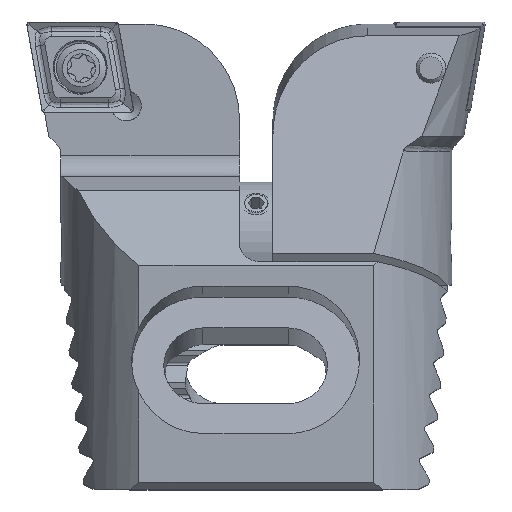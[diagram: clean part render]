
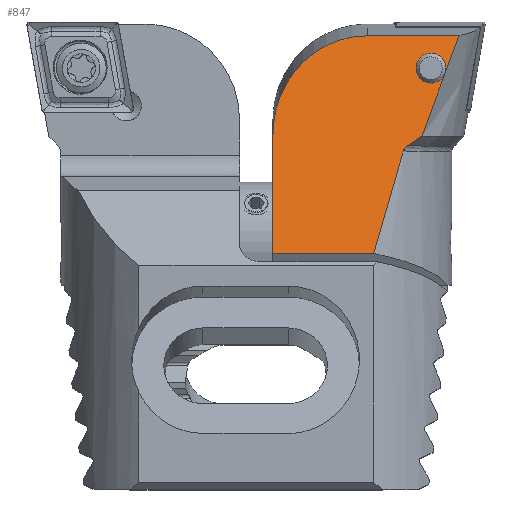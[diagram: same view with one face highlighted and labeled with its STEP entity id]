
A CAD part, top view. The second image highlights one B-rep face of the part: STEP entity #847.
In plain terms, the highlighted face is planar.
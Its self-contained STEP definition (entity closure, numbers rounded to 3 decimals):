
#32 = CARTESIAN_POINT ( 'NONE',  ( 29.9, -7.696, -15.333 ) ) ;
#70 = ORIENTED_EDGE ( 'NONE', *, *, #9081, .T. ) ;
#502 = CARTESIAN_POINT ( 'NONE',  ( 7.185, -11.851, -16.446 ) ) ;
#612 = VERTEX_POINT ( 'NONE', #4890 ) ;
#618 = CARTESIAN_POINT ( 'NONE',  ( 16.6, -1.957, -13.795 ) ) ;
#630 = CARTESIAN_POINT ( 'NONE',  ( 15.75, -32.579, -22. ) ) ;
#847 = ADVANCED_FACE ( 'NONE', ( #9347, #7547 ), #2796, .F. ) ;
#902 = CARTESIAN_POINT ( 'NONE',  ( 11.579, -18.164, -18.138 ) ) ;
#1017 = EDGE_CURVE ( 'NONE', #10813, #11259, #1418, .T. ) ;
#1189 = ORIENTED_EDGE ( 'NONE', *, *, #5629, .T. ) ;
#1216 = EDGE_LOOP ( 'NONE', ( #9743 ) ) ;
#1367 = ORIENTED_EDGE ( 'NONE', *, *, #9503, .T. ) ;
#1414 = CARTESIAN_POINT ( 'NONE',  ( 10.339, -17.008, -17.828 ) ) ;
#1418 =( BOUNDED_CURVE ( )  B_SPLINE_CURVE ( 3, ( #4015, #502, #4958, #3229 ),
 .UNSPECIFIED., .F., .T. ) 
 B_SPLINE_CURVE_WITH_KNOTS ( ( 4, 4 ),
 ( 3.586, 3.696 ),
 .UNSPECIFIED. ) 
 CURVE ( )  GEOMETRIC_REPRESENTATION_ITEM ( )  RATIONAL_B_SPLINE_CURVE ( ( 1., 0.999, 0.999, 1. ) ) 
 REPRESENTATION_ITEM ( '' )  );
#1427 = DIRECTION ( 'NONE',  ( -1., 0., 0. ) ) ;
#1731 = CARTESIAN_POINT ( 'NONE',  ( 11.894, -8.61, -15.578 ) ) ;
#1782 = CARTESIAN_POINT ( 'NONE',  ( 65., -1.957, -13.795 ) ) ;
#1958 = CARTESIAN_POINT ( 'NONE',  ( 7.694, -4.41, -14.452 ) ) ;
#2174 = CARTESIAN_POINT ( 'NONE',  ( 65., -32.579, -22. ) ) ;
#2630 = CARTESIAN_POINT ( 'NONE',  ( 11.894, -4.41, -14.452 ) ) ;
#2657 = CARTESIAN_POINT ( 'NONE',  ( 7.694, -4.41, -14.452 ) ) ;
#2796 = PLANE ( 'NONE',  #6614 ) ;
#3229 = CARTESIAN_POINT ( 'NONE',  ( 3.756, -1.957, -13.795 ) ) ;
#3345 = CARTESIAN_POINT ( 'NONE',  ( 11.03, -17.457, -17.948 ) ) ;
#3440 = DIRECTION ( 'NONE',  ( -1., 0., 0. ) ) ;
#3680 = VERTEX_POINT ( 'NONE', #4970 ) ;
#4015 = CARTESIAN_POINT ( 'NONE',  ( 8.976, -16.083, -17.58 ) ) ;
#4077 =( BOUNDED_CURVE ( )  B_SPLINE_CURVE ( 3, ( #7977, #6138, #32, #6443 ),
 .UNSPECIFIED., .F., .T. ) 
 B_SPLINE_CURVE_WITH_KNOTS ( ( 4, 4 ),
 ( 3.142, 4.712 ),
 .UNSPECIFIED. ) 
 CURVE ( )  GEOMETRIC_REPRESENTATION_ITEM ( )  RATIONAL_B_SPLINE_CURVE ( ( 1., 0.805, 0.805, 1. ) ) 
 REPRESENTATION_ITEM ( '' )  );
#4159 = B_SPLINE_CURVE_WITH_KNOTS ( 'NONE', 3,
 ( #9644, #6986, #8656, #5945, #9567, #8782 ),
 .UNSPECIFIED., .F., .F.,
 ( 4, 2, 4 ),
 ( 0., 0., 0.001 ),
 .UNSPECIFIED. ) ;
#4179 = CARTESIAN_POINT ( 'NONE',  ( 8.976, -16.083, -17.58 ) ) ;
#4554 = EDGE_LOOP ( 'NONE', ( #9006, #1189, #8328, #70, #6214, #8127, #1367, #7231 ) ) ;
#4666 = DIRECTION ( 'NONE',  ( 0., -0.966, -0.259 ) ) ;
#4790 = EDGE_CURVE ( 'NONE', #612, #9717, #4159, .T. ) ;
#4890 = CARTESIAN_POINT ( 'NONE',  ( 11.579, -18.164, -18.138 ) ) ;
#4951 = CARTESIAN_POINT ( 'NONE',  ( 9.655, -16.549, -17.705 ) ) ;
#4958 = CARTESIAN_POINT ( 'NONE',  ( 5.443, -7.138, -15.183 ) ) ;
#4970 = CARTESIAN_POINT ( 'NONE',  ( 15.75, -32.579, -22. ) ) ;
#5096 =( BOUNDED_CURVE ( )  B_SPLINE_CURVE ( 3, ( #630, #7217, #6230, #902 ),
 .UNSPECIFIED., .F., .F. ) 
 B_SPLINE_CURVE_WITH_KNOTS ( ( 4, 4 ),
 ( 3.785, 3.992 ),
 .UNSPECIFIED. ) 
 CURVE ( )  GEOMETRIC_REPRESENTATION_ITEM ( )  RATIONAL_B_SPLINE_CURVE ( ( 1., 0.996, 0.996, 1. ) ) 
 REPRESENTATION_ITEM ( '' )  );
#5126 = EDGE_CURVE ( 'NONE', #9859, #6889, #9724, .T. ) ;
#5150 = VECTOR ( 'NONE', #1427, 1000. ) ;
#5216 = EDGE_CURVE ( 'NONE', #6123, #11259, #10826, .T. ) ;
#5395 = CARTESIAN_POINT ( 'NONE',  ( 65., -1.957, -13.795 ) ) ;
#5629 = EDGE_CURVE ( 'NONE', #6123, #6889, #4077, .T. ) ;
#5945 = CARTESIAN_POINT ( 'NONE',  ( 11.277, -17.643, -17.998 ) ) ;
#5975 = CARTESIAN_POINT ( 'NONE',  ( 29.9, -32.579, -22. ) ) ;
#6123 = VERTEX_POINT ( 'NONE', #618 ) ;
#6138 = CARTESIAN_POINT ( 'NONE',  ( 24.391, -1.957, -13.795 ) ) ;
#6157 = CARTESIAN_POINT ( 'NONE',  ( 3.494, -8.61, -15.578 ) ) ;
#6214 = ORIENTED_EDGE ( 'NONE', *, *, #8022, .T. ) ;
#6230 = CARTESIAN_POINT ( 'NONE',  ( 12.834, -23.499, -19.567 ) ) ;
#6443 = CARTESIAN_POINT ( 'NONE',  ( 29.9, -15.813, -17.508 ) ) ;
#6579 = VERTEX_POINT ( 'NONE', #8713 ) ;
#6614 = AXIS2_PLACEMENT_3D ( 'NONE', #5395, #9968, #4666 ) ;
#6748 = CARTESIAN_POINT ( 'NONE',  ( 11.03, -17.457, -17.948 ) ) ;
#6830 = CARTESIAN_POINT ( 'NONE',  ( 8.976, -16.083, -17.58 ) ) ;
#6889 = VERTEX_POINT ( 'NONE', #10422 ) ;
#6894 = DIRECTION ( 'NONE',  ( 0., 0.966, 0.259 ) ) ;
#6986 = CARTESIAN_POINT ( 'NONE',  ( 11.544, -18.015, -18.098 ) ) ;
#7099 = LINE ( 'NONE', #2174, #5150 ) ;
#7210 = CARTESIAN_POINT ( 'NONE',  ( 29.9, -32.579, -22. ) ) ;
#7212 =( BOUNDED_CURVE ( )  B_SPLINE_CURVE ( 3, ( #1958, #11460, #6157, #10604, #1731, #2630, #2657 ),
 .UNSPECIFIED., .T., .T. ) 
 B_SPLINE_CURVE_WITH_KNOTS ( ( 4, 3, 4 ),
 ( 0., 3.142, 6.283 ),
 .UNSPECIFIED. ) 
 CURVE ( )  GEOMETRIC_REPRESENTATION_ITEM ( )  RATIONAL_B_SPLINE_CURVE ( ( 1., 0.333, 0.333, 1., 0.333, 0.333, 1. ) ) 
 REPRESENTATION_ITEM ( '' )  );
#7217 = CARTESIAN_POINT ( 'NONE',  ( 14.229, -28.321, -20.859 ) ) ;
#7231 = ORIENTED_EDGE ( 'NONE', *, *, #1017, .T. ) ;
#7251 = B_SPLINE_CURVE_WITH_KNOTS ( 'NONE', 3,
 ( #6748, #1414, #4951, #6830 ),
 .UNSPECIFIED., .F., .F.,
 ( 4, 4 ),
 ( 0.001, 0.003 ),
 .UNSPECIFIED. ) ;
#7547 = FACE_OUTER_BOUND ( 'NONE', #4554, .T. ) ;
#7977 = CARTESIAN_POINT ( 'NONE',  ( 16.6, -1.957, -13.795 ) ) ;
#8022 = EDGE_CURVE ( 'NONE', #3680, #612, #5096, .T. ) ;
#8066 = CARTESIAN_POINT ( 'NONE',  ( 3.756, -1.957, -13.795 ) ) ;
#8127 = ORIENTED_EDGE ( 'NONE', *, *, #4790, .T. ) ;
#8206 = VECTOR ( 'NONE', #6894, 1000. ) ;
#8328 = ORIENTED_EDGE ( 'NONE', *, *, #5126, .F. ) ;
#8656 = CARTESIAN_POINT ( 'NONE',  ( 11.469, -17.88, -18.061 ) ) ;
#8713 = CARTESIAN_POINT ( 'NONE',  ( 7.694, -4.41, -14.452 ) ) ;
#8782 = CARTESIAN_POINT ( 'NONE',  ( 11.03, -17.457, -17.948 ) ) ;
#9006 = ORIENTED_EDGE ( 'NONE', *, *, #5216, .F. ) ;
#9081 = EDGE_CURVE ( 'NONE', #9859, #3680, #7099, .T. ) ;
#9347 = FACE_BOUND ( 'NONE', #1216, .T. ) ;
#9503 = EDGE_CURVE ( 'NONE', #9717, #10813, #7251, .T. ) ;
#9567 = CARTESIAN_POINT ( 'NONE',  ( 11.16, -17.542, -17.971 ) ) ;
#9644 = CARTESIAN_POINT ( 'NONE',  ( 11.579, -18.164, -18.138 ) ) ;
#9717 = VERTEX_POINT ( 'NONE', #3345 ) ;
#9724 = LINE ( 'NONE', #5975, #8206 ) ;
#9743 = ORIENTED_EDGE ( 'NONE', *, *, #11005, .T. ) ;
#9859 = VERTEX_POINT ( 'NONE', #7210 ) ;
#9968 = DIRECTION ( 'NONE',  ( 0., -0.259, 0.966 ) ) ;
#10422 = CARTESIAN_POINT ( 'NONE',  ( 29.9, -15.813, -17.508 ) ) ;
#10604 = CARTESIAN_POINT ( 'NONE',  ( 7.694, -8.61, -15.578 ) ) ;
#10813 = VERTEX_POINT ( 'NONE', #4179 ) ;
#10826 = LINE ( 'NONE', #1782, #11374 ) ;
#11005 = EDGE_CURVE ( 'NONE', #6579, #6579, #7212, .T. ) ;
#11259 = VERTEX_POINT ( 'NONE', #8066 ) ;
#11374 = VECTOR ( 'NONE', #3440, 1000. ) ;
#11460 = CARTESIAN_POINT ( 'NONE',  ( 3.494, -4.41, -14.452 ) ) ;
